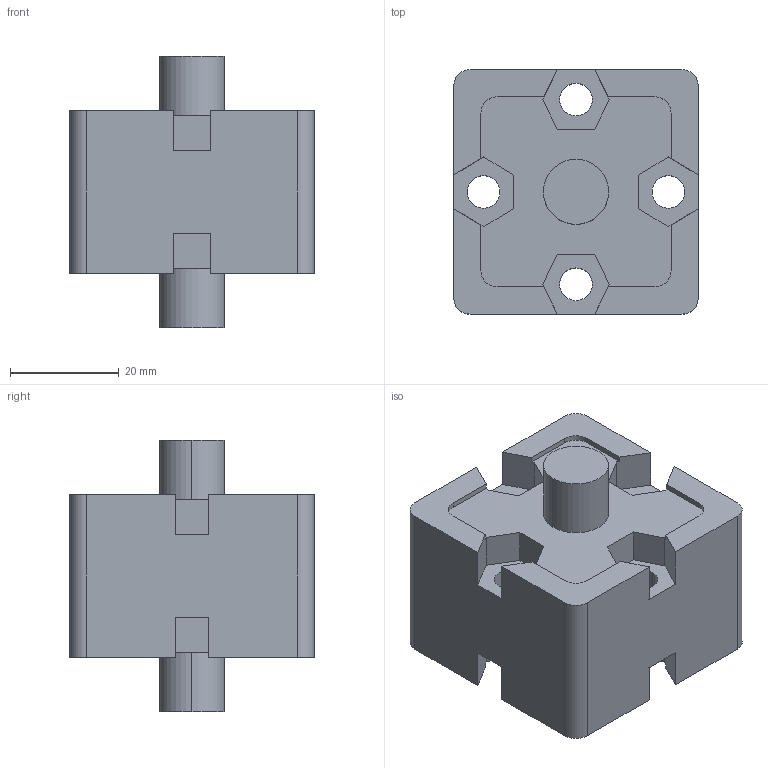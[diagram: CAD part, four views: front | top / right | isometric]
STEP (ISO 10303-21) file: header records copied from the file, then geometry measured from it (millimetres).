
FILE_DESCRIPTION (( 'STEP AP214' ), '1' );
FILE_NAME ('6261500', '2019-02-04T09:32:01', ( '' ), ('JUGARD+KÜNSTNER GmbH'), 'SwSTEP 2.0', 'SolidWorks 2017', '' );
FILE_SCHEMA (( 'AUTOMOTIVE_DESIGN' ));
Length unit declared in the file: millimetre
Products named in the file (1): 6261500_CNAJF00
Bounding box: 45 x 45 x 50 mm (x, y, z)
Volume: 53166.7 mm3; surface area: 12523.9 mm2
Topology: 1 solids, 1 shells, 104 faces, 300 edges, 200 vertices
Faces by surface type: plane 80, cylinder 24
Entity records: 3442 total; most frequent: CARTESIAN_POINT 605, ORIENTED_EDGE 600, DIRECTION 558, EDGE_CURVE 300, LINE 252, VECTOR 252, VERTEX_POINT 200, AXIS2_PLACEMENT_3D 153
